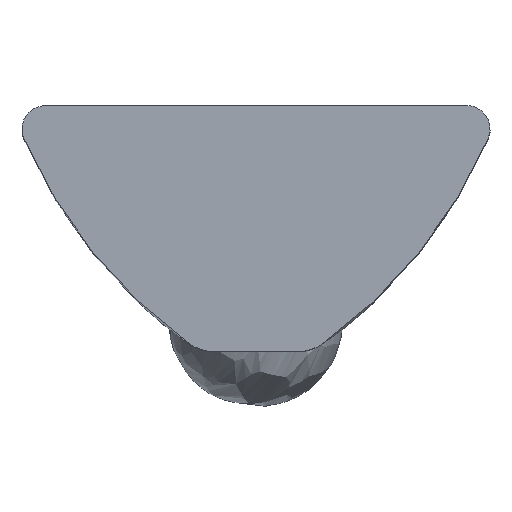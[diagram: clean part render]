
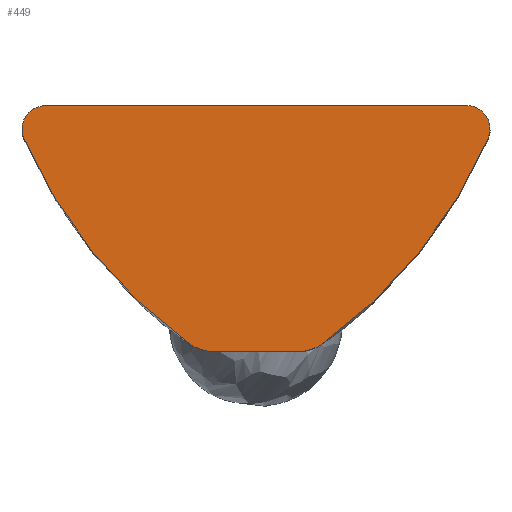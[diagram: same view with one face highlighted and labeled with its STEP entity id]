
A CAD part, top view. The second image highlights one B-rep face of the part: STEP entity #449.
In plain terms, the highlighted planar face has unit normal (0, 0, 1).
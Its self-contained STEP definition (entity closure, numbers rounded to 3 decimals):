
#1 = DIRECTION ( 'NONE',  ( 0., 0., 1. ) ) ;
#9 = ORIENTED_EDGE ( 'NONE', *, *, #340, .T. ) ;
#13 = DIRECTION ( 'NONE',  ( 0., 0., 1. ) ) ;
#15 = AXIS2_PLACEMENT_3D ( 'NONE', #900, #671, #216 ) ;
#17 = VECTOR ( 'NONE', #35, 1000. ) ;
#22 = EDGE_CURVE ( 'NONE', #628, #927, #713, .T. ) ;
#27 = CIRCLE ( 'NONE', #275, 0.7 ) ;
#35 = DIRECTION ( 'NONE',  ( -1., 0., 0. ) ) ;
#53 = AXIS2_PLACEMENT_3D ( 'NONE', #930, #13, #758 ) ;
#57 = LINE ( 'NONE', #475, #17 ) ;
#61 = VECTOR ( 'NONE', #888, 1000. ) ;
#72 = DIRECTION ( 'NONE',  ( -1., 0., 0. ) ) ;
#88 = CIRCLE ( 'NONE', #825, 0.7 ) ;
#93 = VERTEX_POINT ( 'NONE', #973 ) ;
#135 = CARTESIAN_POINT ( 'NONE',  ( 3.967, -0.559, 12. ) ) ;
#145 = CARTESIAN_POINT ( 'NONE',  ( 3.6, 0., 12. ) ) ;
#169 = CIRCLE ( 'NONE', #53, 0.4 ) ;
#175 = VERTEX_POINT ( 'NONE', #145 ) ;
#195 = EDGE_CURVE ( 'NONE', #628, #259, #88, .T. ) ;
#216 = DIRECTION ( 'NONE',  ( 1., 0., 0. ) ) ;
#259 = VERTEX_POINT ( 'NONE', #598 ) ;
#265 = CARTESIAN_POINT ( 'NONE',  ( 0.73, -3.5, 12. ) ) ;
#268 = DIRECTION ( 'NONE',  ( -1., 0., 0. ) ) ;
#275 = AXIS2_PLACEMENT_3D ( 'NONE', #265, #801, #954 ) ;
#277 = CARTESIAN_POINT ( 'NONE',  ( -0.73, -3.5, 12. ) ) ;
#288 = EDGE_CURVE ( 'NONE', #93, #592, #615, .T. ) ;
#295 = DIRECTION ( 'NONE',  ( -1., 0., 0. ) ) ;
#305 = EDGE_CURVE ( 'NONE', #736, #927, #27, .T. ) ;
#313 = ORIENTED_EDGE ( 'NONE', *, *, #791, .T. ) ;
#323 = ORIENTED_EDGE ( 'NONE', *, *, #288, .T. ) ;
#329 = CARTESIAN_POINT ( 'NONE',  ( -3.6, -0.4, 12. ) ) ;
#335 = CARTESIAN_POINT ( 'NONE',  ( 0.73, -4.2, 12. ) ) ;
#340 = EDGE_CURVE ( 'NONE', #736, #451, #853, .T. ) ;
#351 = ORIENTED_EDGE ( 'NONE', *, *, #897, .T. ) ;
#372 = AXIS2_PLACEMENT_3D ( 'NONE', #911, #1, #268 ) ;
#381 = ORIENTED_EDGE ( 'NONE', *, *, #22, .T. ) ;
#388 = EDGE_CURVE ( 'NONE', #451, #175, #477, .T. ) ;
#415 = ORIENTED_EDGE ( 'NONE', *, *, #195, .F. ) ;
#419 = CARTESIAN_POINT ( 'NONE',  ( -3.967, -0.559, 12. ) ) ;
#432 = DIRECTION ( 'NONE',  ( 0., 0., -1. ) ) ;
#434 = DIRECTION ( 'NONE',  ( 0., 0., 1. ) ) ;
#449 = ADVANCED_FACE ( 'NONE', ( #711 ), #994, .T. ) ;
#451 = VERTEX_POINT ( 'NONE', #135 ) ;
#475 = CARTESIAN_POINT ( 'NONE',  ( -2.45, 0., 12. ) ) ;
#477 = CIRCLE ( 'NONE', #952, 0.4 ) ;
#497 = DIRECTION ( 'NONE',  ( -1., 0., 0. ) ) ;
#524 = CARTESIAN_POINT ( 'NONE',  ( 1.139, -4.068, 12. ) ) ;
#555 = DIRECTION ( 'NONE',  ( -1., 0., 0. ) ) ;
#571 = ORIENTED_EDGE ( 'NONE', *, *, #388, .T. ) ;
#577 = CARTESIAN_POINT ( 'NONE',  ( -4., -0.4, 12. ) ) ;
#592 = VERTEX_POINT ( 'NONE', #577 ) ;
#598 = CARTESIAN_POINT ( 'NONE',  ( -1.139, -4.068, 12. ) ) ;
#603 = AXIS2_PLACEMENT_3D ( 'NONE', #877, #816, #497 ) ;
#615 = CIRCLE ( 'NONE', #689, 0.4 ) ;
#628 = VERTEX_POINT ( 'NONE', #828 ) ;
#662 = EDGE_LOOP ( 'NONE', ( #351, #323, #855, #313, #415, #381, #964, #9, #571 ) ) ;
#671 = DIRECTION ( 'NONE',  ( 0., 0., 1. ) ) ;
#689 = AXIS2_PLACEMENT_3D ( 'NONE', #329, #962, #555 ) ;
#711 = FACE_OUTER_BOUND ( 'NONE', #662, .T. ) ;
#713 = LINE ( 'NONE', #810, #61 ) ;
#736 = VERTEX_POINT ( 'NONE', #524 ) ;
#744 = EDGE_CURVE ( 'NONE', #592, #802, #169, .T. ) ;
#753 = CARTESIAN_POINT ( 'NONE',  ( 3.6, -0.4, 12. ) ) ;
#758 = DIRECTION ( 'NONE',  ( -1., 0., 0. ) ) ;
#791 = EDGE_CURVE ( 'NONE', #802, #259, #945, .T. ) ;
#801 = DIRECTION ( 'NONE',  ( 0., 0., -1. ) ) ;
#802 = VERTEX_POINT ( 'NONE', #419 ) ;
#810 = CARTESIAN_POINT ( 'NONE',  ( -3.6, -4.2, 12. ) ) ;
#816 = DIRECTION ( 'NONE',  ( 0., 0., 1. ) ) ;
#825 = AXIS2_PLACEMENT_3D ( 'NONE', #277, #432, #295 ) ;
#828 = CARTESIAN_POINT ( 'NONE',  ( -0.73, -4.2, 12. ) ) ;
#853 = CIRCLE ( 'NONE', #603, 8.5 ) ;
#855 = ORIENTED_EDGE ( 'NONE', *, *, #744, .T. ) ;
#877 = CARTESIAN_POINT ( 'NONE',  ( -3.828, 2.83, 12. ) ) ;
#888 = DIRECTION ( 'NONE',  ( 1., 0., 0. ) ) ;
#897 = EDGE_CURVE ( 'NONE', #175, #93, #57, .T. ) ;
#900 = CARTESIAN_POINT ( 'NONE',  ( -3.6, -0.4, 12. ) ) ;
#911 = CARTESIAN_POINT ( 'NONE',  ( 3.828, 2.83, 12. ) ) ;
#927 = VERTEX_POINT ( 'NONE', #335 ) ;
#930 = CARTESIAN_POINT ( 'NONE',  ( -3.6, -0.4, 12. ) ) ;
#945 = CIRCLE ( 'NONE', #372, 8.5 ) ;
#952 = AXIS2_PLACEMENT_3D ( 'NONE', #753, #434, #72 ) ;
#954 = DIRECTION ( 'NONE',  ( -1., 0., 0. ) ) ;
#962 = DIRECTION ( 'NONE',  ( 0., 0., 1. ) ) ;
#964 = ORIENTED_EDGE ( 'NONE', *, *, #305, .F. ) ;
#973 = CARTESIAN_POINT ( 'NONE',  ( -3.6, 0., 12. ) ) ;
#994 = PLANE ( 'NONE',  #15 ) ;
